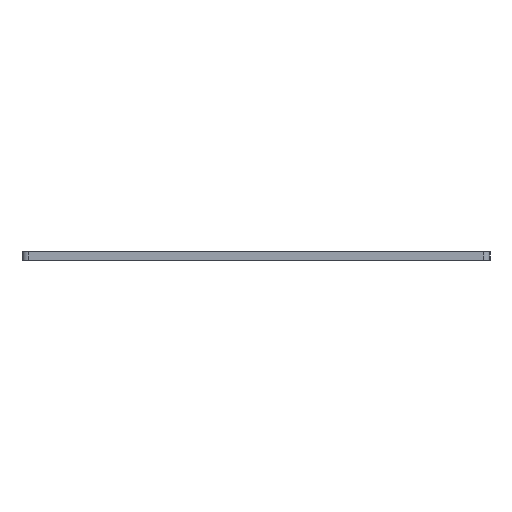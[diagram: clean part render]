
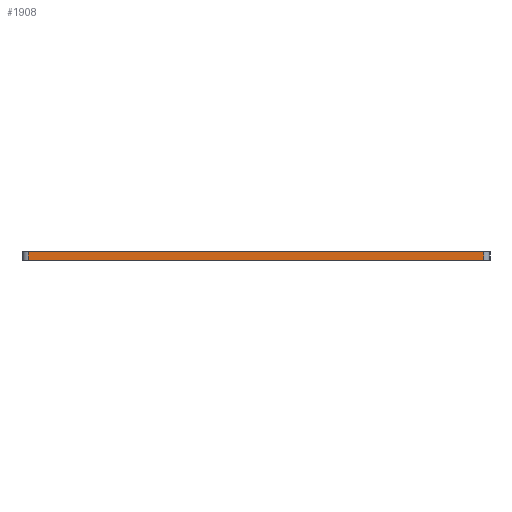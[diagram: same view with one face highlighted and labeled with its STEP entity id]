
A CAD part, left-side view. The second image highlights one B-rep face of the part: STEP entity #1908.
In plain terms, the highlighted planar face has unit normal (-1, 0, 0).
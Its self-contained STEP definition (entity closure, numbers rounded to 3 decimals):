
#279=FACE_OUTER_BOUND('',#368,.T.);
#368=EDGE_LOOP('',(#1589,#1590,#1591,#1592));
#623=LINE('',#3117,#810);
#624=LINE('',#3120,#811);
#625=LINE('',#3122,#812);
#626=LINE('',#3123,#813);
#810=VECTOR('',#2588,10.);
#811=VECTOR('',#2591,10.);
#812=VECTOR('',#2592,10.);
#813=VECTOR('',#2593,10.);
#984=VERTEX_POINT('',#3113);
#985=VERTEX_POINT('',#3115);
#986=VERTEX_POINT('',#3119);
#987=VERTEX_POINT('',#3121);
#1243=EDGE_CURVE('',#984,#985,#623,.T.);
#1244=EDGE_CURVE('',#986,#984,#624,.T.);
#1245=EDGE_CURVE('',#987,#985,#625,.T.);
#1246=EDGE_CURVE('',#986,#987,#626,.T.);
#1589=ORIENTED_EDGE('',*,*,#1244,.T.);
#1590=ORIENTED_EDGE('',*,*,#1243,.T.);
#1591=ORIENTED_EDGE('',*,*,#1245,.F.);
#1592=ORIENTED_EDGE('',*,*,#1246,.F.);
#1820=PLANE('',#2083);
#1908=ADVANCED_FACE('',(#279),#1820,.T.);
#2083=AXIS2_PLACEMENT_3D('',#3118,#2589,#2590);
#2588=DIRECTION('',(0.,0.,1.));
#2589=DIRECTION('center_axis',(-1.,0.,
0.));
#2590=DIRECTION('ref_axis',(0.,-1.,0.));
#2591=DIRECTION('',(0.,-1.,0.));
#2592=DIRECTION('',(0.,-1.,0.));
#2593=DIRECTION('',(0.,0.,1.));
#3113=CARTESIAN_POINT('',(49.667,162.153,0.));
#3115=CARTESIAN_POINT('',(49.667,162.153,2.7));
#3117=CARTESIAN_POINT('',(49.667,162.153,0.));
#3118=CARTESIAN_POINT('Origin',(49.667,303.379,0.));
#3119=CARTESIAN_POINT('',(49.667,303.379,0.));
#3120=CARTESIAN_POINT('',(49.667,303.379,0.));
#3121=CARTESIAN_POINT('',(49.667,303.379,2.7));
#3122=CARTESIAN_POINT('',(49.667,303.379,2.7));
#3123=CARTESIAN_POINT('',(49.667,303.379,0.));
